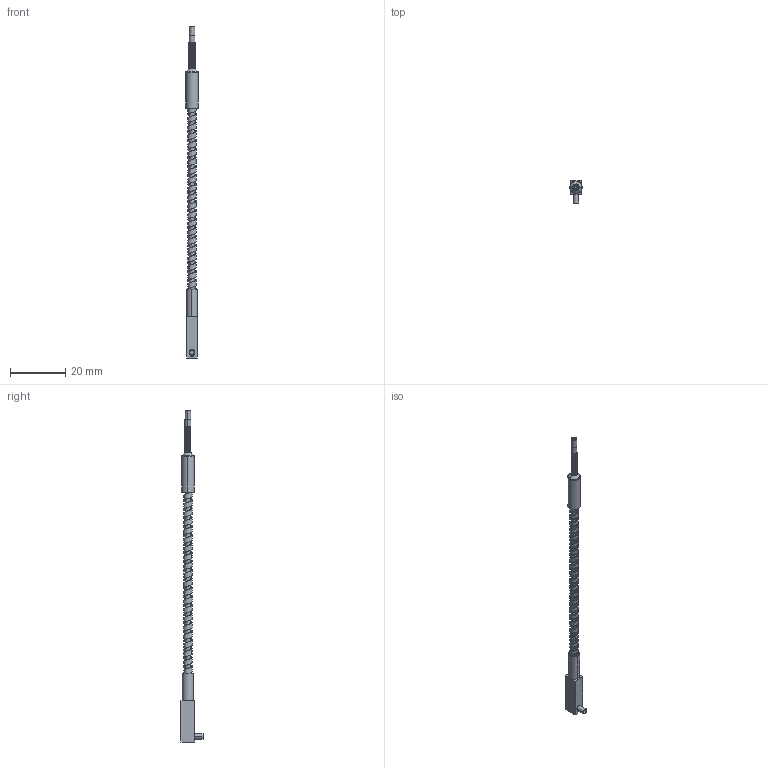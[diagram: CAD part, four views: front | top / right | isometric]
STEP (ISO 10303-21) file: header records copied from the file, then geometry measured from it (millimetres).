
FILE_DESCRIPTION((''),'2;1');
FILE_NAME('161870_ASM','2016-05-11T',('PDMAdmin'),(''),'PRO/ENGINEER BY PARAMETRIC TECHNOLOGY CORPORATION, 2016010','PRO/ENGINEER BY PARAMETRIC TECHNOLOGY CORPORATION, 2016010','');
FILE_SCHEMA(('CONFIG_CONTROL_DESIGN'));
Length unit declared in the file: inch
Products named in the file (5): SS_TUBING_STW_-120; 110532; FTI_158129; PROBE_2MM_X_5MM; 161870_ASM
Assembly tree (4 placements, depth 2):
  161870_ASM
    SS_TUBING_STW_-120
    110532
    FTI_158129
    PROBE_2MM_X_5MM
Bounding box: 4.6 x 8 x 120.54 mm (x, y, z)
Volume: 565.3 mm3; surface area: 2965.9 mm2
Topology: 4 solids, 4 shells, 508 faces, 1038 edges, 535 vertices
Faces by surface type: torus 200, cone 136, cylinder 81, bspline 74, plane 17
Entity records: 28279 total; most frequent: CARTESIAN_POINT 17558, DIRECTION 2480, ORIENTED_EDGE 2072, AXIS2_PLACEMENT_3D 1077, EDGE_CURVE 1036, CIRCLE 634, VERTEX_POINT 535, EDGE_LOOP 513
